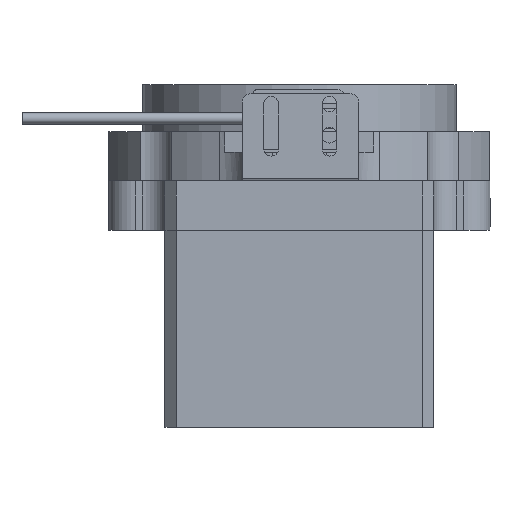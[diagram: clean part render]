
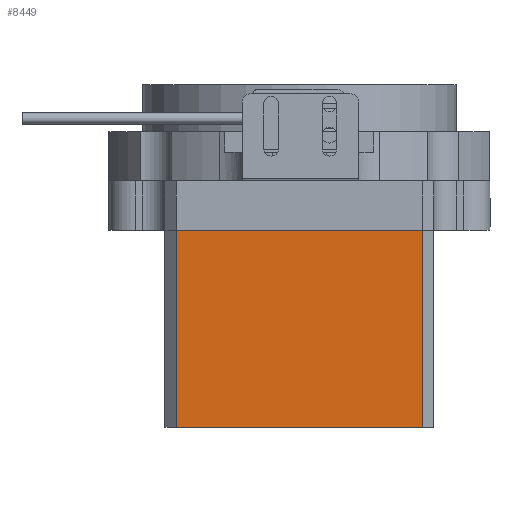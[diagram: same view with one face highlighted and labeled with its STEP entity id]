
A CAD part, front view. The second image highlights one B-rep face of the part: STEP entity #8449.
In plain terms, the highlighted planar face has unit normal (0, -1, 0).
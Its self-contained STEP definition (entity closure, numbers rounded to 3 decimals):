
#250 = FACE_OUTER_BOUND ( 'NONE', #3112, .T. ) ;
#744 = VECTOR ( 'NONE', #1443, 1000. ) ;
#1020 = DIRECTION ( 'NONE',  ( 0., 1., 0. ) ) ;
#1253 = DIRECTION ( 'NONE',  ( -1., 0., 0. ) ) ;
#1443 = DIRECTION ( 'NONE',  ( 0., 0., 1. ) ) ;
#1543 = DIRECTION ( 'NONE',  ( 0., 0., 1. ) ) ;
#1702 = CARTESIAN_POINT ( 'NONE',  ( 27.5, -73.3, -42. ) ) ;
#2773 = CARTESIAN_POINT ( 'NONE',  ( 27.5, -73.3, 0. ) ) ;
#3051 = CARTESIAN_POINT ( 'NONE',  ( -27.5, -73.3, -44. ) ) ;
#3112 = EDGE_LOOP ( 'NONE', ( #3397, #7641, #4467, #6081 ) ) ;
#3118 = CARTESIAN_POINT ( 'NONE',  ( 27.5, -73.3, -44. ) ) ;
#3206 = VECTOR ( 'NONE', #1253, 1000. ) ;
#3397 = ORIENTED_EDGE ( 'NONE', *, *, #3553, .T. ) ;
#3553 = EDGE_CURVE ( 'NONE', #7301, #4065, #7449, .T. ) ;
#3879 = VERTEX_POINT ( 'NONE', #3051 ) ;
#3975 = VECTOR ( 'NONE', #7142, 1000. ) ;
#4027 = AXIS2_PLACEMENT_3D ( 'NONE', #1702, #1020, #7845 ) ;
#4065 = VERTEX_POINT ( 'NONE', #5754 ) ;
#4225 = LINE ( 'NONE', #6967, #7008 ) ;
#4229 = CARTESIAN_POINT ( 'NONE',  ( 27.5, -73.3, -44. ) ) ;
#4467 = ORIENTED_EDGE ( 'NONE', *, *, #6523, .F. ) ;
#4800 = EDGE_CURVE ( 'NONE', #7609, #7301, #4225, .T. ) ;
#5250 = LINE ( 'NONE', #3118, #3975 ) ;
#5651 = CARTESIAN_POINT ( 'NONE',  ( -27.5, -73.3, -42. ) ) ;
#5754 = CARTESIAN_POINT ( 'NONE',  ( -27.5, -73.3, 0. ) ) ;
#5908 = PLANE ( 'NONE',  #4027 ) ;
#6081 = ORIENTED_EDGE ( 'NONE', *, *, #4800, .T. ) ;
#6453 = EDGE_CURVE ( 'NONE', #3879, #4065, #7769, .T. ) ;
#6523 = EDGE_CURVE ( 'NONE', #7609, #3879, #5250, .T. ) ;
#6967 = CARTESIAN_POINT ( 'NONE',  ( 27.5, -73.3, -42. ) ) ;
#7008 = VECTOR ( 'NONE', #1543, 1000. ) ;
#7142 = DIRECTION ( 'NONE',  ( -1., 0., 0. ) ) ;
#7301 = VERTEX_POINT ( 'NONE', #2773 ) ;
#7449 = LINE ( 'NONE', #7488, #3206 ) ;
#7488 = CARTESIAN_POINT ( 'NONE',  ( 27.5, -73.3, 0. ) ) ;
#7609 = VERTEX_POINT ( 'NONE', #4229 ) ;
#7641 = ORIENTED_EDGE ( 'NONE', *, *, #6453, .F. ) ;
#7769 = LINE ( 'NONE', #5651, #744 ) ;
#7845 = DIRECTION ( 'NONE',  ( 1., 0., 0. ) ) ;
#8449 = ADVANCED_FACE ( 'NONE', ( #250 ), #5908, .F. ) ;
